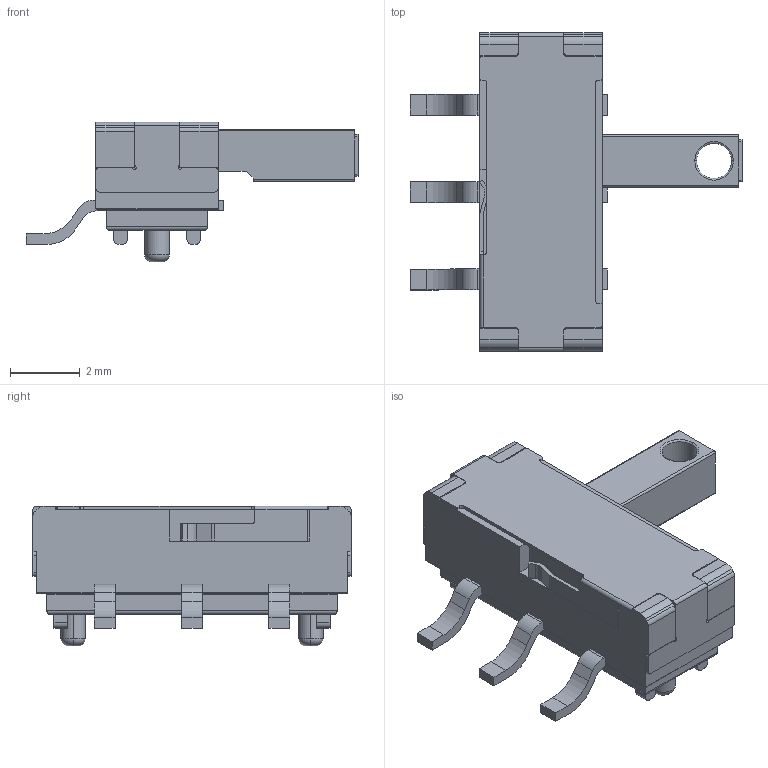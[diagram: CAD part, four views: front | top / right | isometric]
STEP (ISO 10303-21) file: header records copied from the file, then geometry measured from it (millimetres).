
FILE_DESCRIPTION (( 'STEP AP214' ), '1' );
FILE_NAME ('SW-SMD_K3-1280S-L1.step', '2022-08-10T11:46:38', ( '' ), ( '' ), 'SwSTEP 2.0', 'SolidWorks 2020', '' );
FILE_SCHEMA (( 'AUTOMOTIVE_DESIGN' ));
Length unit declared in the file: millimetre
Products named in the file (3): 翋极; 褲极; SW-SMD_K3-1280S-L1
Assembly tree (2 placements, depth 2):
  SW-SMD_K3-1280S-L1
    翋极
    褲极
Bounding box: 9.5 x 9.1 x 4 mm (x, y, z)
Volume: 101.6 mm3; surface area: 302 mm2
Topology: 6 solids, 6 shells, 545 faces, 1499 edges, 992 vertices
Faces by surface type: plane 322, cylinder 117, bspline 98, torus 8
Entity records: 23931 total; most frequent: CARTESIAN_POINT 4404, ORIENTED_EDGE 2998, DIRECTION 2416, EDGE_CURVE 1499, VECTOR 1060, LINE 1060, VERTEX_POINT 992, AXIS2_PLACEMENT_3D 678
